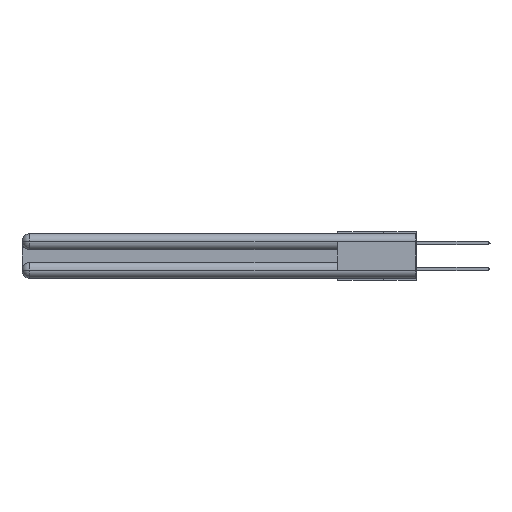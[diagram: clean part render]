
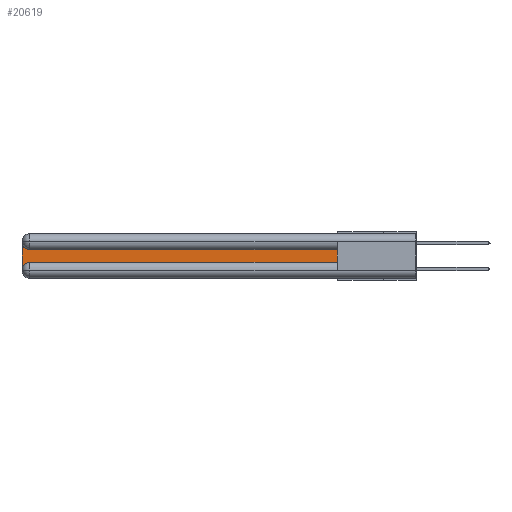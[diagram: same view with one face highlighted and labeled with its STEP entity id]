
A CAD part, left-side view. The second image highlights one B-rep face of the part: STEP entity #20619.
In plain terms, the highlighted planar face has unit normal (-1, 0, 0).
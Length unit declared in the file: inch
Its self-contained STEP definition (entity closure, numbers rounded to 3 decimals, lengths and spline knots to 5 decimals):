
#701 = ORIENTED_EDGE ( 'NONE', *, *, #8587, .T. ) ;
#1139 = VECTOR ( 'NONE', #19358, 39.37008 ) ;
#1198 = EDGE_CURVE ( 'NONE', #16434, #27122, #5005, .T. ) ;
#1394 = CARTESIAN_POINT ( 'NONE',  ( 0.075, 3., -0.2775 ) ) ;
#1653 = VERTEX_POINT ( 'NONE', #29126 ) ;
#3143 = ORIENTED_EDGE ( 'NONE', *, *, #25310, .T. ) ;
#3236 = CARTESIAN_POINT ( 'NONE',  ( 0.075, 2.94, -0.0625 ) ) ;
#3683 = CARTESIAN_POINT ( 'NONE',  ( 0.075, 3., -0.2175 ) ) ;
#5005 = CIRCLE ( 'NONE', #24566, 0.06 ) ;
#5325 = CARTESIAN_POINT ( 'NONE',  ( 0.075, 0.6, -0.2175 ) ) ;
#5563 = DIRECTION ( 'NONE',  ( 0., 0., -1. ) ) ;
#6183 = EDGE_CURVE ( 'NONE', #25570, #25384, #26475, .T. ) ;
#7085 = DIRECTION ( 'NONE',  ( 0., 0., -1. ) ) ;
#7495 = CARTESIAN_POINT ( 'NONE',  ( 0.075, 2.94, -0.2175 ) ) ;
#7881 = DIRECTION ( 'NONE',  ( 0., 0., -1. ) ) ;
#8117 = LINE ( 'NONE', #21671, #1139 ) ;
#8587 = EDGE_CURVE ( 'NONE', #25384, #16434, #31172, .T. ) ;
#8818 = ORIENTED_EDGE ( 'NONE', *, *, #26392, .T. ) ;
#10023 = EDGE_CURVE ( 'NONE', #23539, #1653, #27565, .T. ) ;
#10323 = AXIS2_PLACEMENT_3D ( 'NONE', #21725, #19638, #7085 ) ;
#10584 = ORIENTED_EDGE ( 'NONE', *, *, #1198, .T. ) ;
#10909 = ORIENTED_EDGE ( 'NONE', *, *, #10023, .T. ) ;
#11229 = CARTESIAN_POINT ( 'NONE',  ( 0.075, 0.6, -0.2175 ) ) ;
#12549 = VECTOR ( 'NONE', #28264, 39.37008 ) ;
#14100 = DIRECTION ( 'NONE',  ( 0., 0., -1. ) ) ;
#14425 = FACE_OUTER_BOUND ( 'NONE', #20400, .T. ) ;
#15598 = CARTESIAN_POINT ( 'NONE',  ( 0.075, 2.94, -0.2775 ) ) ;
#16434 = VERTEX_POINT ( 'NONE', #1394 ) ;
#18674 = CARTESIAN_POINT ( 'NONE',  ( 0.075, 2.94, -0.1225 ) ) ;
#18783 = VECTOR ( 'NONE', #14100, 39.37008 ) ;
#19358 = DIRECTION ( 'NONE',  ( 0., -1., 0. ) ) ;
#19638 = DIRECTION ( 'NONE',  ( 1., 0., 0. ) ) ;
#19763 = DIRECTION ( 'NONE',  ( 0., 1., 0. ) ) ;
#20400 = EDGE_LOOP ( 'NONE', ( #8818, #21079, #701, #10584, #3143, #10909 ) ) ;
#20619 = ADVANCED_FACE ( 'NONE', ( #14425 ), #26977, .F. ) ;
#21079 = ORIENTED_EDGE ( 'NONE', *, *, #6183, .T. ) ;
#21561 = LINE ( 'NONE', #24844, #29690 ) ;
#21671 = CARTESIAN_POINT ( 'NONE',  ( 0.075, 0.6, -0.2175 ) ) ;
#21725 = CARTESIAN_POINT ( 'NONE',  ( 0.075, 3., -0.1225 ) ) ;
#22904 = DIRECTION ( 'NONE',  ( 1., 0., 0. ) ) ;
#23539 = VERTEX_POINT ( 'NONE', #5325 ) ;
#24566 = AXIS2_PLACEMENT_3D ( 'NONE', #15598, #22904, #5563 ) ;
#24658 = AXIS2_PLACEMENT_3D ( 'NONE', #3236, #27981, #7881 ) ;
#24844 = CARTESIAN_POINT ( 'NONE',  ( 0.075, 0.6, -0.1225 ) ) ;
#25310 = EDGE_CURVE ( 'NONE', #27122, #23539, #8117, .T. ) ;
#25384 = VERTEX_POINT ( 'NONE', #27249 ) ;
#25570 = VERTEX_POINT ( 'NONE', #18674 ) ;
#26392 = EDGE_CURVE ( 'NONE', #1653, #25570, #21561, .T. ) ;
#26475 = CIRCLE ( 'NONE', #24658, 0.06 ) ;
#26977 = PLANE ( 'NONE',  #10323 ) ;
#27122 = VERTEX_POINT ( 'NONE', #7495 ) ;
#27249 = CARTESIAN_POINT ( 'NONE',  ( 0.075, 3., -0.0625 ) ) ;
#27565 = LINE ( 'NONE', #11229, #12549 ) ;
#27981 = DIRECTION ( 'NONE',  ( 1., 0., 0. ) ) ;
#28264 = DIRECTION ( 'NONE',  ( 0., 0., 1. ) ) ;
#29126 = CARTESIAN_POINT ( 'NONE',  ( 0.075, 0.6, -0.1225 ) ) ;
#29690 = VECTOR ( 'NONE', #19763, 39.37008 ) ;
#31172 = LINE ( 'NONE', #3683, #18783 ) ;
